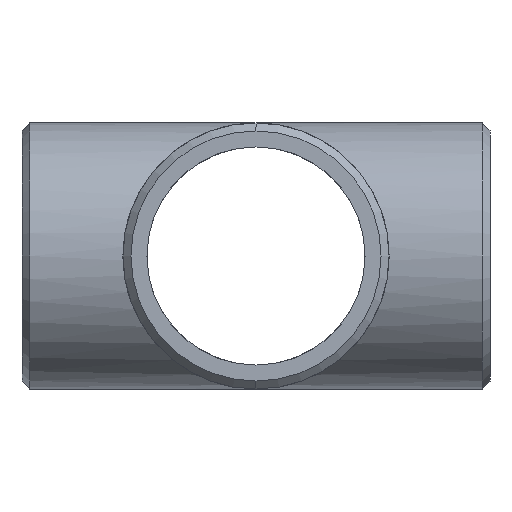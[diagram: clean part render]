
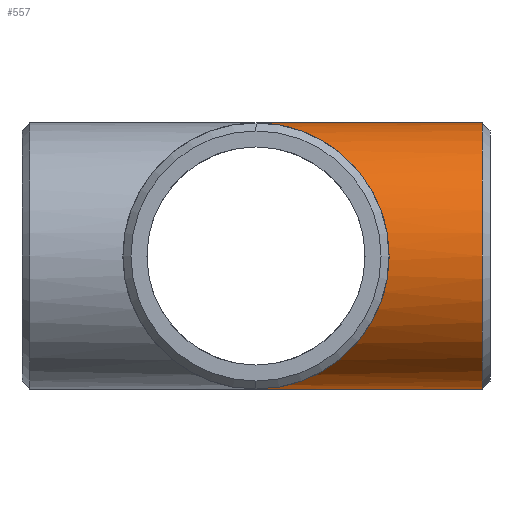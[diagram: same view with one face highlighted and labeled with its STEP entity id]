
A CAD part, left-side view. The second image highlights one B-rep face of the part: STEP entity #557.
In plain terms, the highlighted cylindrical face has radius 70.5 mm (diameter 141 mm), a partial arc.
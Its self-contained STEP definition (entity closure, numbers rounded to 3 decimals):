
#65 = CARTESIAN_POINT ( 'NONE',  ( 0., -124., 0. ) ) ;
#119 = DIRECTION ( 'NONE',  ( 0., 1., 0. ) ) ;
#131 = CARTESIAN_POINT ( 'NONE',  ( 0., 0., -70.5 ) ) ;
#214 = VERTEX_POINT ( 'NONE', #370 ) ;
#218 = ORIENTED_EDGE ( 'NONE', *, *, #453, .F. ) ;
#225 = CARTESIAN_POINT ( 'NONE',  ( 0., 0., 70.5 ) ) ;
#228 = DIRECTION ( 'NONE',  ( 0., 1., 0. ) ) ;
#280 = CARTESIAN_POINT ( 'NONE',  ( 0., 0., -70.5 ) ) ;
#286 = CARTESIAN_POINT ( 'NONE',  ( -141., -141., 70.5 ) ) ;
#302 = CIRCLE ( 'NONE', #545, 70.5 ) ;
#312 = EDGE_CURVE ( 'NONE', #214, #379, #302, .T. ) ;
#323 = DIRECTION ( 'NONE',  ( 0., 0., -1. ) ) ;
#328 = FACE_OUTER_BOUND ( 'NONE', #351, .T. ) ;
#351 = EDGE_LOOP ( 'NONE', ( #598, #420, #473, #218 ) ) ;
#370 = CARTESIAN_POINT ( 'NONE',  ( 0., -119.767, -70.5 ) ) ;
#373 =( BOUNDED_CURVE ( )  B_SPLINE_CURVE ( 3, ( #280, #592, #286, #225 ),
 .UNSPECIFIED., .F., .T. ) 
 B_SPLINE_CURVE_WITH_KNOTS ( ( 4, 4 ),
 ( 4.712, 7.854 ),
 .UNSPECIFIED. ) 
 CURVE ( )  GEOMETRIC_REPRESENTATION_ITEM ( )  RATIONAL_B_SPLINE_CURVE ( ( 1., 0.333, 0.333, 1. ) ) 
 REPRESENTATION_ITEM ( '' )  );
#379 = VERTEX_POINT ( 'NONE', #425 ) ;
#383 = DIRECTION ( 'NONE',  ( 0., 0., -1. ) ) ;
#420 = ORIENTED_EDGE ( 'NONE', *, *, #495, .T. ) ;
#425 = CARTESIAN_POINT ( 'NONE',  ( 0., -119.767, 70.5 ) ) ;
#446 = VECTOR ( 'NONE', #228, 1000. ) ;
#450 = CARTESIAN_POINT ( 'NONE',  ( 0., 0., 70.5 ) ) ;
#453 = EDGE_CURVE ( 'NONE', #214, #612, #531, .T. ) ;
#473 = ORIENTED_EDGE ( 'NONE', *, *, #800, .F. ) ;
#495 = EDGE_CURVE ( 'NONE', #379, #734, #649, .T. ) ;
#531 = LINE ( 'NONE', #714, #730 ) ;
#535 = CARTESIAN_POINT ( 'NONE',  ( 0., -124., 70.5 ) ) ;
#545 = AXIS2_PLACEMENT_3D ( 'NONE', #583, #766, #323 ) ;
#557 = ADVANCED_FACE ( 'NONE', ( #328 ), #620, .T. ) ;
#583 = CARTESIAN_POINT ( 'NONE',  ( 0., -119.767, 0. ) ) ;
#592 = CARTESIAN_POINT ( 'NONE',  ( -141., -141., -70.5 ) ) ;
#595 = DIRECTION ( 'NONE',  ( 0., 1., 0. ) ) ;
#598 = ORIENTED_EDGE ( 'NONE', *, *, #312, .T. ) ;
#612 = VERTEX_POINT ( 'NONE', #131 ) ;
#620 = CYLINDRICAL_SURFACE ( 'NONE', #688, 70.5 ) ;
#649 = LINE ( 'NONE', #535, #446 ) ;
#688 = AXIS2_PLACEMENT_3D ( 'NONE', #65, #119, #383 ) ;
#714 = CARTESIAN_POINT ( 'NONE',  ( 0., -124., -70.5 ) ) ;
#730 = VECTOR ( 'NONE', #595, 1000. ) ;
#734 = VERTEX_POINT ( 'NONE', #450 ) ;
#766 = DIRECTION ( 'NONE',  ( 0., 1., 0. ) ) ;
#800 = EDGE_CURVE ( 'NONE', #612, #734, #373, .T. ) ;
